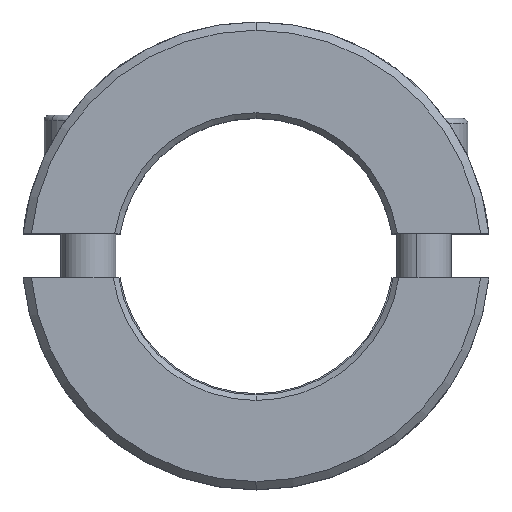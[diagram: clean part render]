
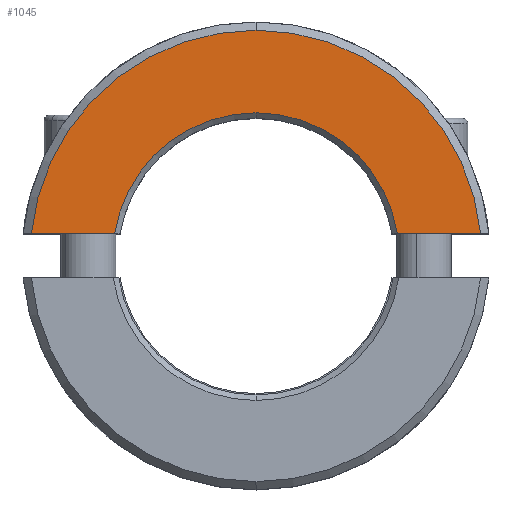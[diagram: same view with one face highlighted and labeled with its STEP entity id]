
A CAD part, top view. The second image highlights one B-rep face of the part: STEP entity #1045.
In plain terms, the highlighted planar face has unit normal (0, 0, 1).
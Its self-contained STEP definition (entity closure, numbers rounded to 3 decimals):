
#855=EDGE_CURVE('NONE',#1653,#2169,#2326,.T.);
#949=EDGE_CURVE('NONE',#1971,#1117,#2432,.T.);
#1045=ADVANCED_FACE('NONE',(#2534),#2535,.F.);
#1063=VERTEX_POINT('NONE',#2554);
#1117=VERTEX_POINT('NONE',#2615);
#1549=EDGE_CURVE('NONE',#1117,#1063,#3085,.T.);
#1645=EDGE_CURVE('NONE',#1663,#2169,#3196,.T.);
#1653=VERTEX_POINT('',#3204);
#1663=VERTEX_POINT('NONE',#3214);
#1815=EDGE_CURVE('NONE',#1971,#1653,#3383,.T.);
#1963=EDGE_CURVE('NONE',#1063,#1663,#3550,.T.);
#1971=VERTEX_POINT('NONE',#3559);
#2169=VERTEX_POINT('NONE',#3780);
#2326=CIRCLE('',#4000,41.0);
#2432=LINE('',#4139,#4140);
#2534=FACE_OUTER_BOUND('',#4302,.T.);
#2535=PLANE('',#4303);
#2554=CARTESIAN_POINT('',(0.0,26.0,0.0));
#2615=CARTESIAN_POINT('',(25.69,4.0,0.0));
#3085=CIRCLE('',#5205,26.0);
#3196=LINE('',#5371,#5372);
#3204=CARTESIAN_POINT('',(0.,41.0,0.0));
#3214=CARTESIAN_POINT('',(-25.69,4.0,0.0));
#3383=CIRCLE('',#5663,41.0);
#3550=CIRCLE('',#5886,26.0);
#3559=CARTESIAN_POINT('',(40.804,4.0,0.0));
#3780=CARTESIAN_POINT('',(-40.804,4.0,0.0));
#4000=AXIS2_PLACEMENT_3D('',#6387,#6388,#6389);
#4139=CARTESIAN_POINT('',(49.707,4.0,0.0));
#4140=VECTOR('',#6534,1000.0);
#4302=EDGE_LOOP('',(#6645,#6646,#6647,#6648,#6649,#6650));
#4303=AXIS2_PLACEMENT_3D('',#6651,#6652,#6653);
#5205=AXIS2_PLACEMENT_3D('',#7250,#7251,#7252);
#5371=CARTESIAN_POINT('',(49.707,4.0,0.0));
#5372=VECTOR('',#7387,1000.0);
#5663=AXIS2_PLACEMENT_3D('',#7577,#7578,#7579);
#5886=AXIS2_PLACEMENT_3D('',#7795,#7796,#7797);
#6387=CARTESIAN_POINT('',(0.0,0.0,0.0));
#6388=DIRECTION('',(0.0,-0.0,1.0));
#6389=DIRECTION('',(0.0,1.0,0.0));
#6534=DIRECTION('',(-1.0,0.0,0.0));
#6645=ORIENTED_EDGE('',*,*,#1815,.T.);
#6646=ORIENTED_EDGE('',*,*,#855,.T.);
#6647=ORIENTED_EDGE('',*,*,#1645,.F.);
#6648=ORIENTED_EDGE('',*,*,#1963,.F.);
#6649=ORIENTED_EDGE('',*,*,#1549,.F.);
#6650=ORIENTED_EDGE('',*,*,#949,.F.);
#6651=CARTESIAN_POINT('',(-26.0,0.0,0.0));
#6652=DIRECTION('',(0.0,0.0,-1.0));
#6653=DIRECTION('',(0.0,-1.0,0.0));
#7250=CARTESIAN_POINT('',(0.0,0.0,0.0));
#7251=DIRECTION('',(0.0,-0.0,1.0));
#7252=DIRECTION('',(0.0,1.0,0.0));
#7387=DIRECTION('',(-1.0,0.0,0.0));
#7577=CARTESIAN_POINT('',(0.0,0.0,0.0));
#7578=DIRECTION('',(0.0,-0.0,1.0));
#7579=DIRECTION('',(0.0,1.0,0.0));
#7795=CARTESIAN_POINT('',(0.0,0.0,0.0));
#7796=DIRECTION('',(0.0,-0.0,1.0));
#7797=DIRECTION('',(0.0,1.0,0.0));
